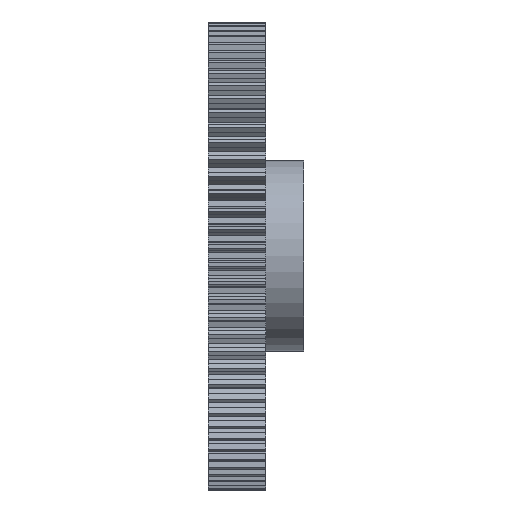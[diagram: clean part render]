
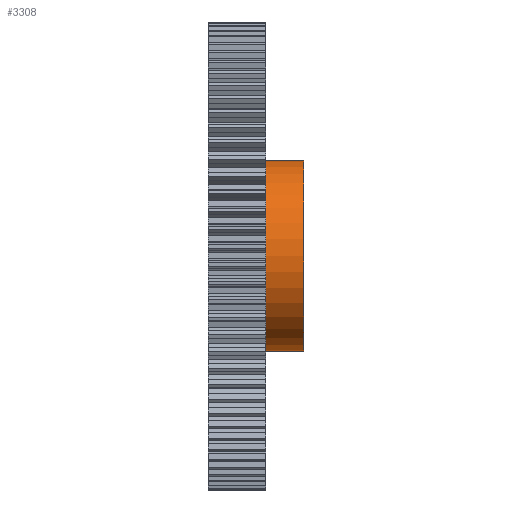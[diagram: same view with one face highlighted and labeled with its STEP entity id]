
A CAD part, top view. The second image highlights one B-rep face of the part: STEP entity #3308.
In plain terms, the highlighted cylindrical face has radius 25 mm (diameter 50 mm), a partial arc.
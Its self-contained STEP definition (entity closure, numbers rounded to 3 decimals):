
#3236 = EDGE_CURVE( '', #4342, #3820, #9108, .T. );
#3308 = ADVANCED_FACE( '', ( #9185 ), #9186, .T. );
#3612 = EDGE_CURVE( '', #3820, #8628, #9521, .T. );
#3820 = VERTEX_POINT( '', #9746 );
#4342 = VERTEX_POINT( '', #10315 );
#4692 = VERTEX_POINT( '', #10696 );
#6400 = EDGE_CURVE( '', #4692, #8628, #12530, .T. );
#8184 = EDGE_CURVE( '', #4692, #4342, #14468, .T. );
#8628 = VERTEX_POINT( '', #14940 );
#9108 = CIRCLE( '', #15538, 25. );
#9185 = FACE_OUTER_BOUND( '', #15646, .T. );
#9186 = CYLINDRICAL_SURFACE( '', #15647, 25. );
#9521 = LINE( '', #16114, #16115 );
#9746 = CARTESIAN_POINT( '', ( 17.5, 25., 0. ) );
#10315 = CARTESIAN_POINT( '', ( 17.5, -25., 0. ) );
#10696 = CARTESIAN_POINT( '', ( 7.5, -25., 0. ) );
#12530 = CIRCLE( '', #20336, 25. );
#14468 = LINE( '', #23072, #23073 );
#14940 = CARTESIAN_POINT( '', ( 7.5, 25., 0. ) );
#15538 = AXIS2_PLACEMENT_3D( '', #24848, #24849, #24850 );
#15646 = EDGE_LOOP( '', ( #24920, #24921, #24922, #24923 ) );
#15647 = AXIS2_PLACEMENT_3D( '', #24924, #24925, #24926 );
#16114 = CARTESIAN_POINT( '', ( 12.5, 25., 0. ) );
#16115 = VECTOR( '', #25275, 1. );
#20336 = AXIS2_PLACEMENT_3D( '', #28041, #28042, #28043 );
#23072 = CARTESIAN_POINT( '', ( 12.5, -25., 0. ) );
#23073 = VECTOR( '', #30397, 1. );
#24848 = CARTESIAN_POINT( '', ( 17.5, 0., 0. ) );
#24849 = DIRECTION( '', ( -1., 0., 0. ) );
#24850 = DIRECTION( '', ( 0., 1., 0. ) );
#24920 = ORIENTED_EDGE( '', *, *, #3612, .T. );
#24921 = ORIENTED_EDGE( '', *, *, #6400, .F. );
#24922 = ORIENTED_EDGE( '', *, *, #8184, .T. );
#24923 = ORIENTED_EDGE( '', *, *, #3236, .T. );
#24924 = CARTESIAN_POINT( '', ( 12.5, 0., 0. ) );
#24925 = DIRECTION( '', ( 1., 0., 0. ) );
#24926 = DIRECTION( '', ( 0., 1., 0. ) );
#25275 = DIRECTION( '', ( -1., 0., 0. ) );
#28041 = CARTESIAN_POINT( '', ( 7.5, 0., 0. ) );
#28042 = DIRECTION( '', ( -1., 0., 0. ) );
#28043 = DIRECTION( '', ( 0., 1., 0. ) );
#30397 = DIRECTION( '', ( 1., 0., 0. ) );
